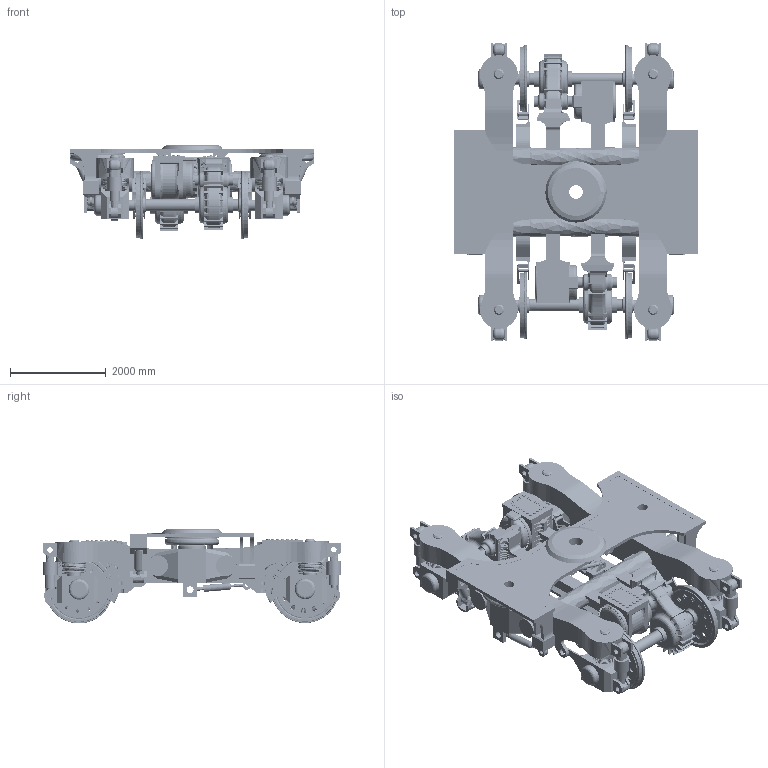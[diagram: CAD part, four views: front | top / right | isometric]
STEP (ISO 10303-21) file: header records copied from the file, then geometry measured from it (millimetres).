
FILE_DESCRIPTION(('FreeCAD Model'),'2;1');
FILE_NAME('Open CASCADE Shape Model','2025-05-04T17:37:31',('FreeCAD'),( 'FreeCAD'),'Open CASCADE STEP processor 7.6','FreeCAD','Unknown');
FILE_SCHEMA(('AUTOMOTIVE_DESIGN { 1 0 10303 214 1 1 1 1 }'));
Products named in the file (1): Open CASCADE STEP translator 7.6 1
Bounding box: 5091.22 x 6253.57 x 1982.5 mm (x, y, z)
Volume: 11381099298.9 mm3; surface area: 203167491.3 mm2
Topology: 62 solids, 62 shells, 4470 faces, 11773 edges, 7627 vertices
Faces by surface type: bspline 4470
Entity records: 164543 total; most frequent: CARTESIAN_POINT 95000, ORIENTED_EDGE 23530, EDGE_CURVE 11765, B_SPLINE_CURVE_WITH_KNOTS 8346, VERTEX_POINT 7625, FACE_BOUND 5336, EDGE_LOOP 5336, ADVANCED_FACE 4470
